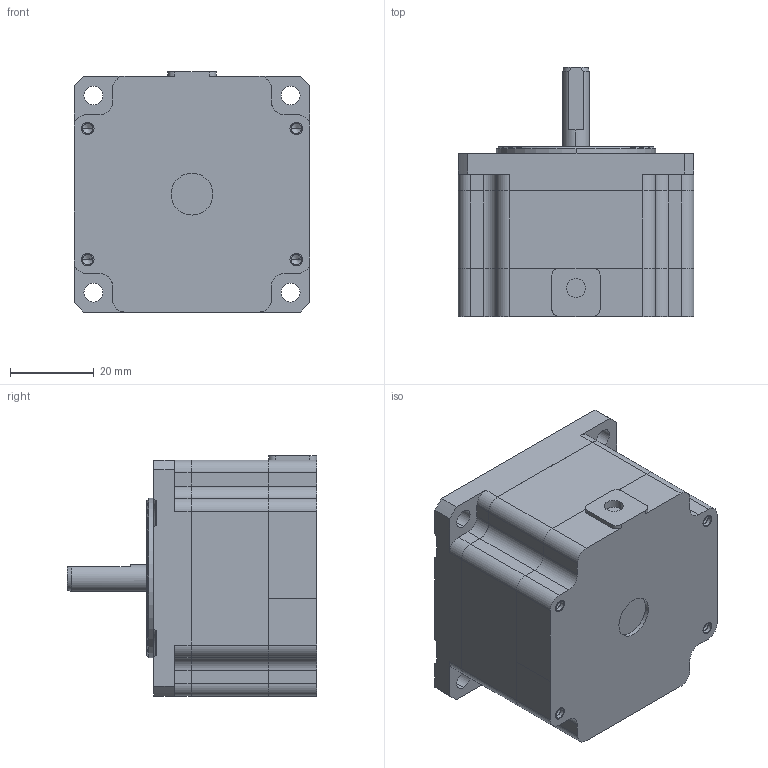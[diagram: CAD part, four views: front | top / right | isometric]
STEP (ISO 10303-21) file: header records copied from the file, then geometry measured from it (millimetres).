
FILE_DESCRIPTION((''),'2;1');
FILE_NAME('1_ASM','2019-05-14T19:10:34',('ms20301'),(''),'CREO PARAMETRIC BY PTC INC, 2018100','CREO PARAMETRIC BY PTC INC, 2018100','');
FILE_SCHEMA(('CONFIG_CONTROL_DESIGN'));
Length unit declared in the file: millimetre
Products named in the file (1): 1_ASM
Bounding box: 56.4 x 59.6 x 57.4 mm (x, y, z)
Volume: 79308.1 mm3; surface area: 24995.3 mm2
Topology: 1 solids, 8 shells, 414 faces, 1080 edges, 687 vertices
Faces by surface type: plane 157, cylinder 122, torus 56, bspline 48, cone 31
Entity records: 18154 total; most frequent: CARTESIAN_POINT 8102, DIRECTION 2089, ORIENTED_EDGE 2070, EDGE_CURVE 1072, AXIS2_PLACEMENT_3D 769, VERTEX_POINT 687, VECTOR 551, LINE 551
